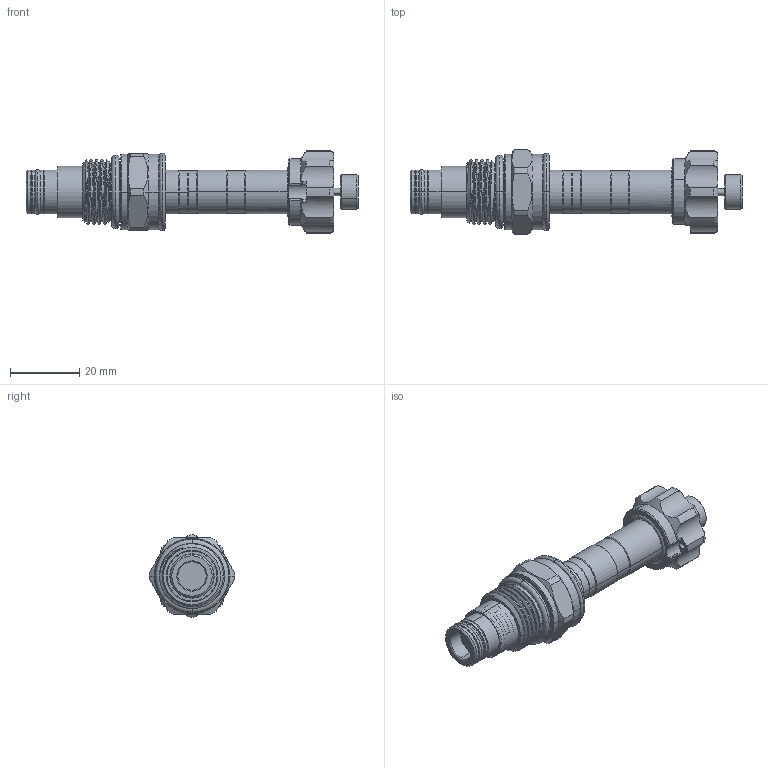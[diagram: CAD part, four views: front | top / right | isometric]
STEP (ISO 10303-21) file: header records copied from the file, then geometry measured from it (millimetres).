
FILE_DESCRIPTION (( 'STEP AP203' ), '1' );
FILE_NAME ('EP08W2A57P04.STEP', '2020-03-31T06:05:43', ( '' ), ( '' ), 'SwSTEP 2.0', 'SolidWorks 2018', '' );
FILE_SCHEMA (( 'CONFIG_CONTROL_DESIGN' ));
Length unit declared in the file: millimetre
Products named in the file (1): EP08W2A57P04
Bounding box: 96.13 x 24.65 x 23.79 mm (x, y, z)
Volume: 19083.5 mm3; surface area: 9068.1 mm2
Topology: 6 solids, 6 shells, 257 faces, 615 edges, 382 vertices
Faces by surface type: cylinder 122, torus 44, plane 44, cone 42, bspline 5
Entity records: 9846 total; most frequent: CARTESIAN_POINT 3815, DIRECTION 1303, ORIENTED_EDGE 1230, EDGE_CURVE 615, AXIS2_PLACEMENT_3D 561, VERTEX_POINT 382, CIRCLE 308, EDGE_LOOP 281
